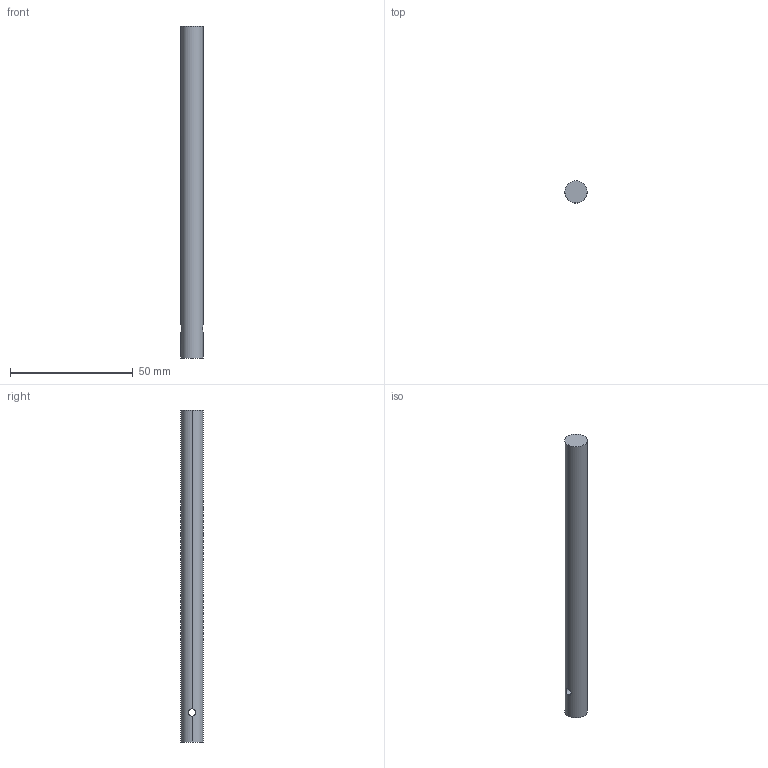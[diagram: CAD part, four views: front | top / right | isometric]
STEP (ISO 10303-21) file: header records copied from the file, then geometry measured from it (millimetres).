
FILE_DESCRIPTION (( 'STEP AP214' ), '1' );
FILE_NAME ('Wing Holder.STEP', '2016-06-02T12:20:12', ( '' ), ( '' ), 'SwSTEP 2.0', 'SolidWorks 2010', '' );
FILE_SCHEMA (( 'AUTOMOTIVE_DESIGN' ));
Length unit declared in the file: millimetre
Products named in the file (1): Wing Holder
Bounding box: 9 x 9 x 135 mm (x, y, z)
Volume: 8525.6 mm3; surface area: 4012.3 mm2
Topology: 1 solids, 1 shells, 6 faces, 14 edges, 8 vertices
Faces by surface type: cylinder 4, plane 2
Entity records: 300 total; most frequent: CARTESIAN_POINT 129, ORIENTED_EDGE 28, DIRECTION 28, EDGE_CURVE 14, AXIS2_PLACEMENT_3D 11, VERTEX_POINT 8, VECTOR 6, LINE 6
